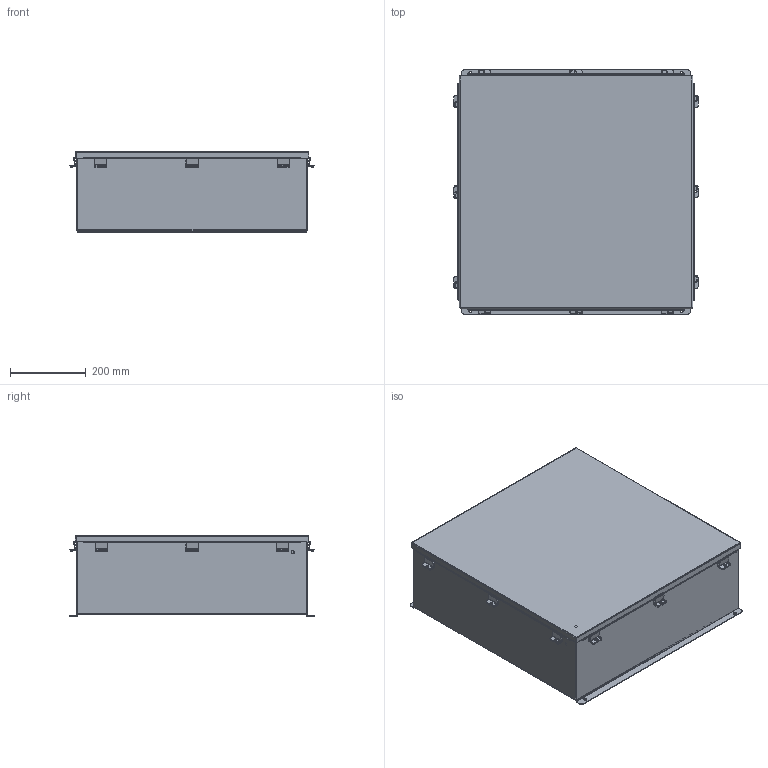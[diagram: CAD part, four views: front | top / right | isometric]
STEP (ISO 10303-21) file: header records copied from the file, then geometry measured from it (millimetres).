
FILE_DESCRIPTION (( 'STEP AP203' ), '1' );
FILE_NAME ('N242408NFSSWP.STEP', '2014-03-27T14:27:09', ( 'changeme' ), ( 'Microsoft' ), 'SwSTEP 2.0', 'SolidWorks 2013', '' );
FILE_SCHEMA (( 'CONFIG_CONTROL_DESIGN' ));
Length unit declared in the file: inch
Products named in the file (10): N242408NFSSWP JIC Backpanel; N242408NFSSWP JIC_Standoff; N242408NFSSWP JIC_Cover_Template; N242408NFSSWP JIC Enclosure Template; N242408NFSSWP JIC Top; N242408NFSSWP JIC Clamp Bracket; N242408NFSSWP JIC Cover Clamp; N242408NFSSWP JIC Bottom; N242408NFSSWP; N242408NFSSWP HW-CD-S-25020-034
Assembly tree (35 placements, depth 2):
  N242408NFSSWP
    N242408NFSSWP JIC Enclosure Template
    N242408NFSSWP JIC_Cover_Template
    N242408NFSSWP JIC_Standoff  x4
    N242408NFSSWP JIC Backpanel
    N242408NFSSWP JIC Clamp Bracket  x12
    N242408NFSSWP JIC Cover Clamp  x12
    N242408NFSSWP JIC Top
    N242408NFSSWP JIC Bottom
    N242408NFSSWP HW-CD-S-25020-034  x2
Bounding box: 645.33 x 647.08 x 213.1 mm (x, y, z)
Volume: 3217372.8 mm3; surface area: 3414049.6 mm2
Topology: 35 solids, 35 shells, 824 faces, 1824 edges, 1076 vertices
Faces by surface type: plane 548, cylinder 256, bspline 8, torus 8, cone 4
Entity records: 10068 total; most frequent: CARTESIAN_POINT 1766, DIRECTION 1428, ORIENTED_EDGE 1284, EDGE_CURVE 642, AXIS2_PLACEMENT_3D 488, VECTOR 452, LINE 452, VERTEX_POINT 378
